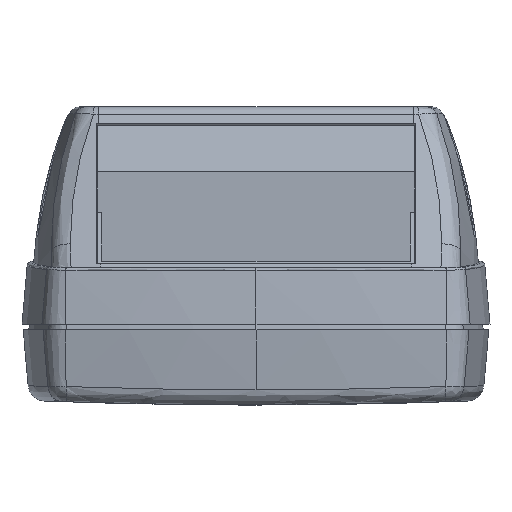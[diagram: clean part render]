
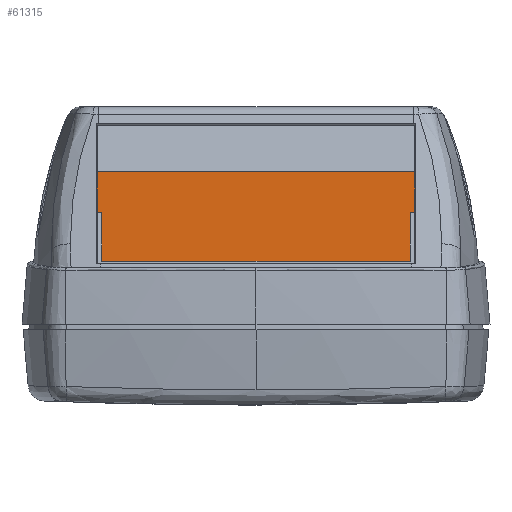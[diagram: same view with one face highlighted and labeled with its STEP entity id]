
A CAD part, left-side view. The second image highlights one B-rep face of the part: STEP entity #61315.
In plain terms, the highlighted face is planar.
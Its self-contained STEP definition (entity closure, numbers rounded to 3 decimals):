
#2576 = LINE ( 'NONE', #52554, #49222 ) ;
#2580 = EDGE_CURVE ( 'NONE', #20968, #64601, #61273, .T. ) ;
#2961 = ORIENTED_EDGE ( 'NONE', *, *, #35765, .T. ) ;
#3865 = DIRECTION ( 'NONE',  ( 1., 0., 0. ) ) ;
#6057 = DIRECTION ( 'NONE',  ( -1., 0., 0. ) ) ;
#6575 = ORIENTED_EDGE ( 'NONE', *, *, #42312, .T. ) ;
#7177 = DIRECTION ( 'NONE',  ( -1., 0., 0. ) ) ;
#10544 = ORIENTED_EDGE ( 'NONE', *, *, #64317, .F. ) ;
#11543 = ORIENTED_EDGE ( 'NONE', *, *, #2580, .T. ) ;
#12490 = VERTEX_POINT ( 'NONE', #30986 ) ;
#15983 = DIRECTION ( 'NONE',  ( 0., -0.342, -0.94 ) ) ;
#16433 = CARTESIAN_POINT ( 'NONE',  ( 28.5, 2., -17.679 ) ) ;
#18817 = LINE ( 'NONE', #28031, #45447 ) ;
#18866 = VECTOR ( 'NONE', #52798, 1000. ) ;
#19192 = CARTESIAN_POINT ( 'NONE',  ( 28.5, 4.5, -10.81 ) ) ;
#20852 = CARTESIAN_POINT ( 'NONE',  ( 28.5, -1., -25.921 ) ) ;
#20968 = VERTEX_POINT ( 'NONE', #43787 ) ;
#22006 = VERTEX_POINT ( 'NONE', #16433 ) ;
#22461 = DIRECTION ( 'NONE',  ( 0., 0.342, 0.94 ) ) ;
#22944 = EDGE_CURVE ( 'NONE', #54930, #54221, #34305, .T. ) ;
#23353 = VECTOR ( 'NONE', #45372, 1000. ) ;
#23805 = DIRECTION ( 'NONE',  ( -1., 0., 0. ) ) ;
#28031 = CARTESIAN_POINT ( 'NONE',  ( 28.5, 4.5, -10.81 ) ) ;
#30374 = VECTOR ( 'NONE', #6057, 1000. ) ;
#30986 = CARTESIAN_POINT ( 'NONE',  ( -27.7, 2., -17.679 ) ) ;
#31397 = DIRECTION ( 'NONE',  ( 0., -0.94, 0.342 ) ) ;
#34194 = EDGE_CURVE ( 'NONE', #55657, #22006, #48894, .T. ) ;
#34305 = LINE ( 'NONE', #19192, #49640 ) ;
#35385 = CARTESIAN_POINT ( 'NONE',  ( -27.674, -1., -25.921 ) ) ;
#35765 = EDGE_CURVE ( 'NONE', #64601, #12490, #57734, .T. ) ;
#37544 = ORIENTED_EDGE ( 'NONE', *, *, #48420, .T. ) ;
#38061 = DIRECTION ( 'NONE',  ( 0.003, 0.342, 0.94 ) ) ;
#38689 = VECTOR ( 'NONE', #3865, 1000. ) ;
#41389 = LINE ( 'NONE', #52220, #52152 ) ;
#42266 = FACE_OUTER_BOUND ( 'NONE', #60606, .T. ) ;
#42278 = CARTESIAN_POINT ( 'NONE',  ( -27.721, 4.443, -10.968 ) ) ;
#42312 = EDGE_CURVE ( 'NONE', #12490, #60003, #41389, .T. ) ;
#43787 = CARTESIAN_POINT ( 'NONE',  ( 27.674, -1., -25.921 ) ) ;
#45372 = DIRECTION ( 'NONE',  ( 0., 0.342, 0.94 ) ) ;
#45447 = VECTOR ( 'NONE', #22461, 1000. ) ;
#47097 = CARTESIAN_POINT ( 'NONE',  ( 27.7, 2., -17.679 ) ) ;
#48420 = EDGE_CURVE ( 'NONE', #60003, #54221, #54916, .T. ) ;
#48894 = LINE ( 'NONE', #60041, #38689 ) ;
#49222 = VECTOR ( 'NONE', #38061, 1000. ) ;
#49640 = VECTOR ( 'NONE', #23805, 1000. ) ;
#50009 = ORIENTED_EDGE ( 'NONE', *, *, #22944, .F. ) ;
#50751 = CARTESIAN_POINT ( 'NONE',  ( -28.5, 2., -17.679 ) ) ;
#52152 = VECTOR ( 'NONE', #7177, 1000. ) ;
#52215 = EDGE_CURVE ( 'NONE', #22006, #54930, #18817, .T. ) ;
#52220 = CARTESIAN_POINT ( 'NONE',  ( -27.7, 2., -17.679 ) ) ;
#52554 = CARTESIAN_POINT ( 'NONE',  ( 27.674, -1., -25.921 ) ) ;
#52798 = DIRECTION ( 'NONE',  ( -0.003, 0.342, 0.94 ) ) ;
#54221 = VERTEX_POINT ( 'NONE', #54308 ) ;
#54224 = ORIENTED_EDGE ( 'NONE', *, *, #52215, .F. ) ;
#54308 = CARTESIAN_POINT ( 'NONE',  ( -28.5, 4.5, -10.81 ) ) ;
#54916 = LINE ( 'NONE', #60162, #23353 ) ;
#54930 = VERTEX_POINT ( 'NONE', #59808 ) ;
#55657 = VERTEX_POINT ( 'NONE', #47097 ) ;
#55868 = ORIENTED_EDGE ( 'NONE', *, *, #34194, .F. ) ;
#56410 = PLANE ( 'NONE',  #61665 ) ;
#57734 = LINE ( 'NONE', #42278, #18866 ) ;
#59808 = CARTESIAN_POINT ( 'NONE',  ( 28.5, 4.5, -10.81 ) ) ;
#60003 = VERTEX_POINT ( 'NONE', #50751 ) ;
#60041 = CARTESIAN_POINT ( 'NONE',  ( 27.7, 2., -17.679 ) ) ;
#60162 = CARTESIAN_POINT ( 'NONE',  ( -28.5, 4.5, -10.81 ) ) ;
#60606 = EDGE_LOOP ( 'NONE', ( #55868, #10544, #11543, #2961, #6575, #37544, #50009, #54224 ) ) ;
#61273 = LINE ( 'NONE', #20852, #30374 ) ;
#61315 = ADVANCED_FACE ( 'NONE', ( #42266 ), #56410, .F. ) ;
#61665 = AXIS2_PLACEMENT_3D ( 'NONE', #62310, #31397, #15983 ) ;
#62310 = CARTESIAN_POINT ( 'NONE',  ( 28.5, 4.5, -10.81 ) ) ;
#64317 = EDGE_CURVE ( 'NONE', #20968, #55657, #2576, .T. ) ;
#64601 = VERTEX_POINT ( 'NONE', #35385 ) ;
